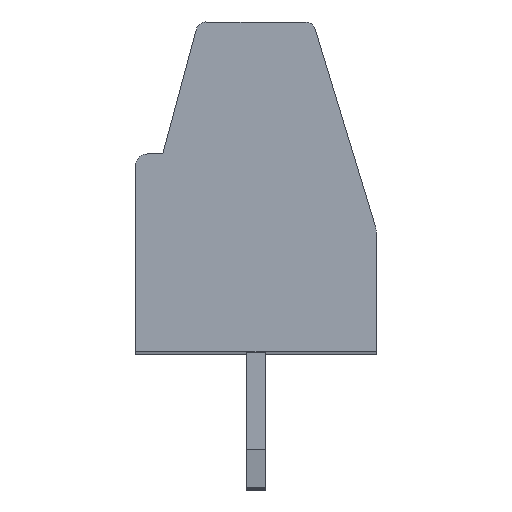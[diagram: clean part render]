
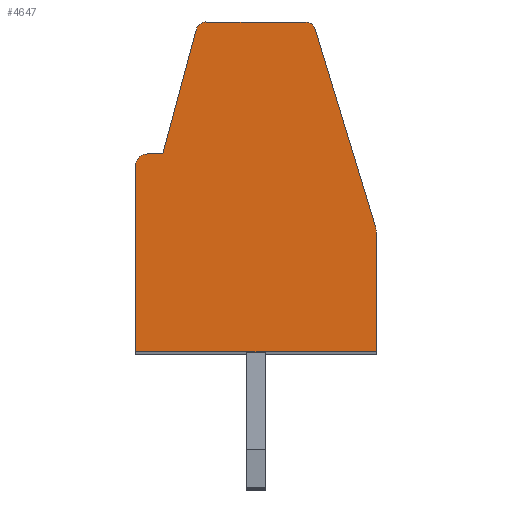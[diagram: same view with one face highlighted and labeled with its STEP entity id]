
A CAD part, top view. The second image highlights one B-rep face of the part: STEP entity #4647.
In plain terms, the highlighted planar face has unit normal (0, 0, 1).
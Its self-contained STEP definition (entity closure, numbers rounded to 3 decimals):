
#14=DIRECTION('',(0.,-1.,0.));
#15=VECTOR('',#14,3.075);
#16=CARTESIAN_POINT('',(3.1,3.075,31.98));
#17=LINE('',#16,#15);
#18=DIRECTION('',(0.,1.,0.));
#19=VECTOR('',#18,4.8);
#20=CARTESIAN_POINT('',(-3.1,0.,31.98));
#21=LINE('',#20,#19);
#22=CARTESIAN_POINT('',(-2.8,4.8,31.98));
#23=DIRECTION('',(0.,0.,-1.));
#24=DIRECTION('',(-1.,0.,0.));
#25=AXIS2_PLACEMENT_3D('',#22,#23,#24);
#27=DIRECTION('',(1.,0.,0.));
#28=VECTOR('',#27,0.4);
#29=CARTESIAN_POINT('',(-2.8,5.1,31.98));
#30=LINE('',#29,#28);
#31=DIRECTION('',(0.259,0.966,0.));
#32=VECTOR('',#31,3.328);
#33=CARTESIAN_POINT('',(-2.4,5.1,31.98));
#34=LINE('',#33,#32);
#35=CARTESIAN_POINT('',(-1.297,8.25,31.98));
#36=DIRECTION('',(0.,0.,-1.));
#37=DIRECTION('',(-0.966,0.259,0.));
#38=AXIS2_PLACEMENT_3D('',#35,#36,#37);
#40=CARTESIAN_POINT('',(1.279,8.25,31.98));
#41=DIRECTION('',(0.,0.,-1.));
#42=DIRECTION('',(-0.001,1.,0.));
#43=AXIS2_PLACEMENT_3D('',#40,#41,#42);
#45=DIRECTION('',(0.292,-0.956,0.));
#46=VECTOR('',#45,5.335);
#47=CARTESIAN_POINT('',(1.518,8.323,31.98));
#48=LINE('',#47,#46);
#49=CARTESIAN_POINT('',(2.6,3.075,31.98));
#50=DIRECTION('',(0.,0.,-1.));
#51=DIRECTION('',(0.956,0.292,0.));
#52=AXIS2_PLACEMENT_3D('',#49,#50,#51);
#80=DIRECTION('',(-1.,0.,0.));
#81=VECTOR('',#80,2.576);
#82=CARTESIAN_POINT('',(1.279,8.5,31.98));
#83=LINE('',#82,#81);
#526=DIRECTION('',(1.,0.,0.));
#527=VECTOR('',#526,6.2);
#528=CARTESIAN_POINT('',(-3.1,0.,31.98));
#529=LINE('',#528,#527);
#3534=CARTESIAN_POINT('',(3.1,3.075,31.98));
#3535=CARTESIAN_POINT('',(3.1,0.,31.98));
#3536=VERTEX_POINT('',#3534);
#3537=VERTEX_POINT('',#3535);
#3538=CARTESIAN_POINT('',(3.078,3.221,31.98));
#3539=VERTEX_POINT('',#3538);
#3540=CARTESIAN_POINT('',(1.518,8.323,31.98));
#3541=VERTEX_POINT('',#3540);
#3542=CARTESIAN_POINT('',(1.279,8.5,31.98));
#3543=VERTEX_POINT('',#3542);
#3544=CARTESIAN_POINT('',(-1.538,8.315,31.98));
#3545=CARTESIAN_POINT('',(-1.297,8.5,31.98));
#3546=VERTEX_POINT('',#3544);
#3547=VERTEX_POINT('',#3545);
#3548=CARTESIAN_POINT('',(-2.4,5.1,31.98));
#3549=VERTEX_POINT('',#3548);
#3550=CARTESIAN_POINT('',(-2.8,5.1,31.98));
#3551=VERTEX_POINT('',#3550);
#3552=CARTESIAN_POINT('',(-3.1,4.8,31.98));
#3553=VERTEX_POINT('',#3552);
#3554=CARTESIAN_POINT('',(-3.1,0.,31.98));
#3555=VERTEX_POINT('',#3554);
#4618=CARTESIAN_POINT('',(0.,0.,31.98));
#4619=DIRECTION('',(0.,0.,1.));
#4620=DIRECTION('',(1.,0.,0.));
#4621=AXIS2_PLACEMENT_3D('',#4618,#4619,#4620);
#4622=PLANE('',#4621);
#4624=ORIENTED_EDGE('',*,*,#4623,.T.);
#4626=ORIENTED_EDGE('',*,*,#4625,.F.);
#4628=ORIENTED_EDGE('',*,*,#4627,.T.);
#4630=ORIENTED_EDGE('',*,*,#4629,.T.);
#4632=ORIENTED_EDGE('',*,*,#4631,.T.);
#4634=ORIENTED_EDGE('',*,*,#4633,.T.);
#4636=ORIENTED_EDGE('',*,*,#4635,.T.);
#4638=ORIENTED_EDGE('',*,*,#4637,.F.);
#4640=ORIENTED_EDGE('',*,*,#4639,.T.);
#4642=ORIENTED_EDGE('',*,*,#4641,.T.);
#4644=ORIENTED_EDGE('',*,*,#4643,.T.);
#4645=EDGE_LOOP('',(#4624,#4626,#4628,#4630,#4632,#4634,#4636,#4638,#4640,#4642,
#4644));
#4646=FACE_OUTER_BOUND('',#4645,.F.);
#26=CIRCLE('',#25,0.3);
#39=CIRCLE('',#38,0.25);
#44=CIRCLE('',#43,0.25);
#53=CIRCLE('',#52,0.5);
#4623=EDGE_CURVE('',#3536,#3537,#17,.T.);
#4625=EDGE_CURVE('',#3555,#3537,#529,.T.);
#4627=EDGE_CURVE('',#3555,#3553,#21,.T.);
#4629=EDGE_CURVE('',#3553,#3551,#26,.T.);
#4631=EDGE_CURVE('',#3551,#3549,#30,.T.);
#4633=EDGE_CURVE('',#3549,#3546,#34,.T.);
#4635=EDGE_CURVE('',#3546,#3547,#39,.T.);
#4637=EDGE_CURVE('',#3543,#3547,#83,.T.);
#4639=EDGE_CURVE('',#3543,#3541,#44,.T.);
#4641=EDGE_CURVE('',#3541,#3539,#48,.T.);
#4643=EDGE_CURVE('',#3539,#3536,#53,.T.);
#4647=ADVANCED_FACE('',(#4646),#4622,.T.);
